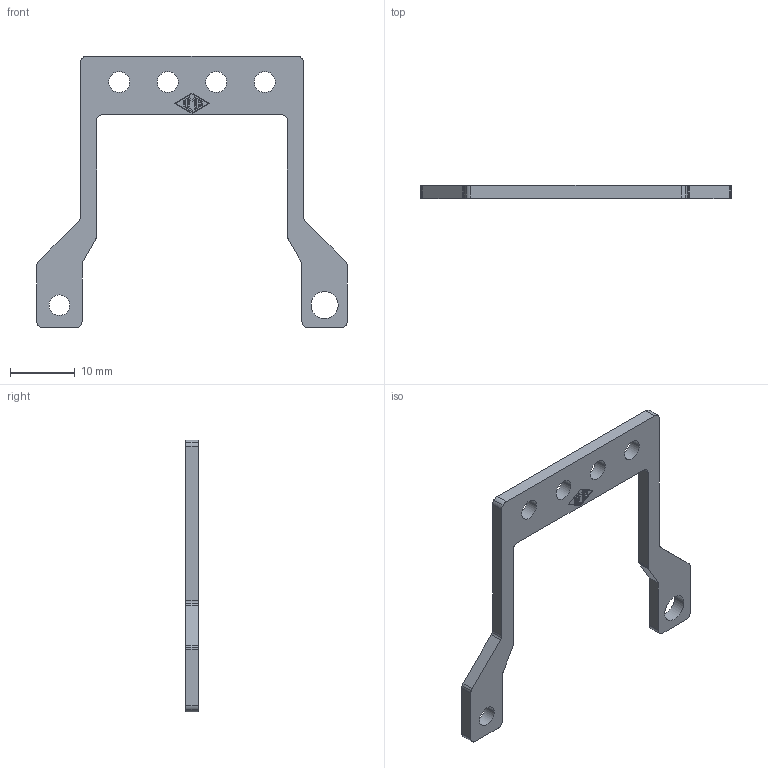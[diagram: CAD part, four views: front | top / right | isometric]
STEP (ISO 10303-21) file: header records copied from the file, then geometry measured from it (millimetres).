
FILE_DESCRIPTION((''),'2;1');
FILE_NAME('CR 06 AT.stp','2007-01-02T17:35:22',('gembarski'),(''),'Autodesk Inventor 7','Autodesk Inventor 7','');
FILE_SCHEMA(('AUTOMOTIVE_DESIGN { 1 0 10303 214 1 1 1 1 }'));
Length unit declared in the file: millimetre
Products named in the file (1): CR 06 AT
Bounding box: 48 x 2 x 42 mm (x, y, z)
Volume: 1092.4 mm3; surface area: 1692.8 mm2
Topology: 1 solids, 1 shells, 111 faces, 309 edges, 206 vertices
Faces by surface type: plane 55, cylinder 48, bspline 8
Entity records: 3746 total; most frequent: CARTESIAN_POINT 763, DIRECTION 629, ORIENTED_EDGE 618, EDGE_CURVE 309, AXIS2_PLACEMENT_3D 216, VERTEX_POINT 206, VECTOR 197, LINE 197
